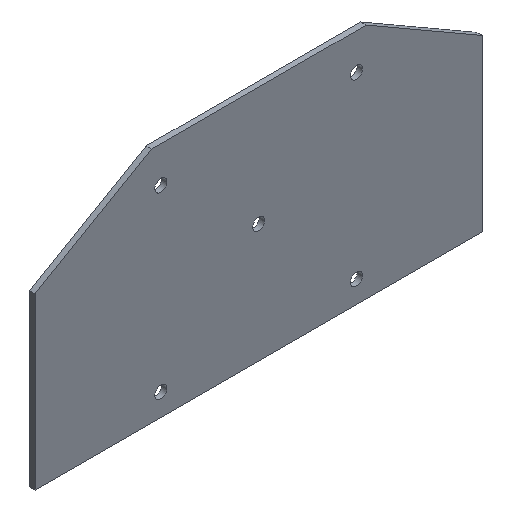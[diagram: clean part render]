
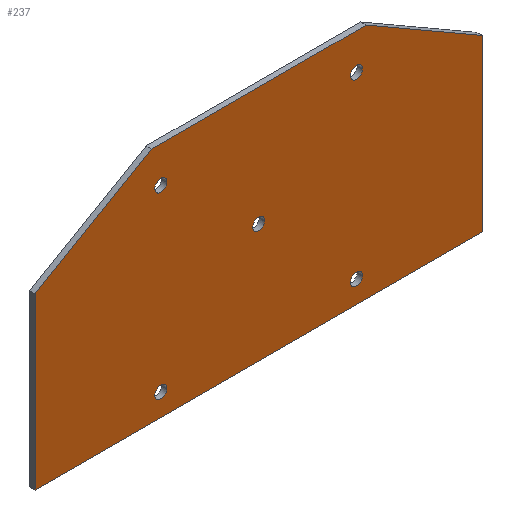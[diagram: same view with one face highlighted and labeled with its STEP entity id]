
A CAD part, isometric view. The second image highlights one B-rep face of the part: STEP entity #237.
In plain terms, the highlighted planar face has unit normal (0, -1, 0).
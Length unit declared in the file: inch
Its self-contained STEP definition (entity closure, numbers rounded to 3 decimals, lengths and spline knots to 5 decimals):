
#20=FACE_BOUND('',#60,.T.);
#21=FACE_BOUND('',#61,.T.);
#22=FACE_BOUND('',#62,.T.);
#23=FACE_BOUND('',#63,.T.);
#24=FACE_BOUND('',#64,.T.);
#35=CIRCLE('',#271,0.067);
#36=CIRCLE('',#272,0.067);
#37=CIRCLE('',#273,0.067);
#38=CIRCLE('',#274,0.067);
#39=CIRCLE('',#275,0.067);
#46=FACE_OUTER_BOUND('',#59,.T.);
#59=EDGE_LOOP('',(#176,#177,#178,#179,#180,#181));
#60=EDGE_LOOP('',(#182));
#61=EDGE_LOOP('',(#183));
#62=EDGE_LOOP('',(#184));
#63=EDGE_LOOP('',(#185));
#64=EDGE_LOOP('',(#186));
#88=LINE('',#366,#106);
#90=LINE('',#370,#108);
#91=LINE('',#372,#109);
#92=LINE('',#374,#110);
#93=LINE('',#376,#111);
#94=LINE('',#377,#112);
#106=VECTOR('',#298,0.3937);
#108=VECTOR('',#302,0.3937);
#109=VECTOR('',#303,0.3937);
#110=VECTOR('',#304,0.3937);
#111=VECTOR('',#305,0.3937);
#112=VECTOR('',#306,0.3937);
#124=VERTEX_POINT('',#363);
#125=VERTEX_POINT('',#365);
#126=VERTEX_POINT('',#369);
#127=VERTEX_POINT('',#371);
#128=VERTEX_POINT('',#373);
#129=VERTEX_POINT('',#375);
#130=VERTEX_POINT('',#378);
#131=VERTEX_POINT('',#380);
#132=VERTEX_POINT('',#382);
#133=VERTEX_POINT('',#384);
#134=VERTEX_POINT('',#386);
#146=EDGE_CURVE('',#124,#125,#88,.T.);
#148=EDGE_CURVE('',#124,#126,#90,.T.);
#149=EDGE_CURVE('',#127,#126,#91,.T.);
#150=EDGE_CURVE('',#127,#128,#92,.T.);
#151=EDGE_CURVE('',#128,#129,#93,.T.);
#152=EDGE_CURVE('',#129,#125,#94,.T.);
#153=EDGE_CURVE('',#130,#130,#35,.T.);
#154=EDGE_CURVE('',#131,#131,#36,.T.);
#155=EDGE_CURVE('',#132,#132,#37,.T.);
#156=EDGE_CURVE('',#133,#133,#38,.T.);
#157=EDGE_CURVE('',#134,#134,#39,.T.);
#176=ORIENTED_EDGE('',*,*,#146,.F.);
#177=ORIENTED_EDGE('',*,*,#148,.T.);
#178=ORIENTED_EDGE('',*,*,#149,.F.);
#179=ORIENTED_EDGE('',*,*,#150,.T.);
#180=ORIENTED_EDGE('',*,*,#151,.T.);
#181=ORIENTED_EDGE('',*,*,#152,.T.);
#182=ORIENTED_EDGE('',*,*,#153,.T.);
#183=ORIENTED_EDGE('',*,*,#154,.T.);
#184=ORIENTED_EDGE('',*,*,#155,.T.);
#185=ORIENTED_EDGE('',*,*,#156,.T.);
#186=ORIENTED_EDGE('',*,*,#157,.T.);
#229=PLANE('',#270);
#237=ADVANCED_FACE('',(#46,#20,#21,#22,#23,#24),#229,.T.);
#270=AXIS2_PLACEMENT_3D('',#368,#300,#301);
#271=AXIS2_PLACEMENT_3D('',#379,#307,#308);
#272=AXIS2_PLACEMENT_3D('',#381,#309,#310);
#273=AXIS2_PLACEMENT_3D('',#383,#311,#312);
#274=AXIS2_PLACEMENT_3D('',#385,#313,#314);
#275=AXIS2_PLACEMENT_3D('',#387,#315,#316);
#298=DIRECTION('',(0.866,0.,-0.5));
#300=DIRECTION('center_axis',(0.,-1.,0.));
#301=DIRECTION('ref_axis',(0.,0.,-1.));
#302=DIRECTION('',(-1.,0.,0.));
#303=DIRECTION('',(0.866,0.,0.5));
#304=DIRECTION('',(0.,0.,-1.));
#305=DIRECTION('',(1.,0.,0.));
#306=DIRECTION('',(0.,0.,1.));
#307=DIRECTION('center_axis',(0.,1.,0.));
#308=DIRECTION('ref_axis',(1.,0.,0.));
#309=DIRECTION('center_axis',(0.,1.,0.));
#310=DIRECTION('ref_axis',(1.,0.,0.));
#311=DIRECTION('center_axis',(0.,1.,0.));
#312=DIRECTION('ref_axis',(1.,0.,0.));
#313=DIRECTION('center_axis',(0.,1.,0.));
#314=DIRECTION('ref_axis',(1.,0.,0.));
#315=DIRECTION('center_axis',(0.,1.,0.));
#316=DIRECTION('ref_axis',(1.,0.,0.));
#363=CARTESIAN_POINT('',(1.20096,-0.03,1.325));
#365=CARTESIAN_POINT('',(2.5,-0.03,0.575));
#366=CARTESIAN_POINT('',(1.36223,-0.03,1.23189));
#368=CARTESIAN_POINT('Origin',(0.,-0.03,0.));
#369=CARTESIAN_POINT('',(-1.20096,-0.03,1.325));
#370=CARTESIAN_POINT('',(2.5,-0.03,1.325));
#371=CARTESIAN_POINT('',(-2.5,-0.03,0.575));
#372=CARTESIAN_POINT('',(-1.36223,-0.03,1.23189));
#373=CARTESIAN_POINT('',(-2.5,-0.03,-1.325));
#374=CARTESIAN_POINT('',(-2.5,-0.03,1.325));
#375=CARTESIAN_POINT('',(2.5,-0.03,-1.325));
#376=CARTESIAN_POINT('',(-2.5,-0.03,-1.325));
#377=CARTESIAN_POINT('',(2.5,-0.03,-1.325));
#378=CARTESIAN_POINT('',(-1.16051,-0.03,-1.07891));
#379=CARTESIAN_POINT('Origin',(-1.09351,-0.03,-1.07891));
#380=CARTESIAN_POINT('',(1.0265,-0.03,0.92109));
#381=CARTESIAN_POINT('Origin',(1.0935,-0.03,0.92109));
#382=CARTESIAN_POINT('',(-0.067,-0.03,0.));
#383=CARTESIAN_POINT('Origin',(0.,-0.03,0.));
#384=CARTESIAN_POINT('',(1.0265,-0.03,-1.07891));
#385=CARTESIAN_POINT('Origin',(1.0935,-0.03,-1.07891));
#386=CARTESIAN_POINT('',(-1.16051,-0.03,0.92109));
#387=CARTESIAN_POINT('Origin',(-1.09351,-0.03,0.92109));
